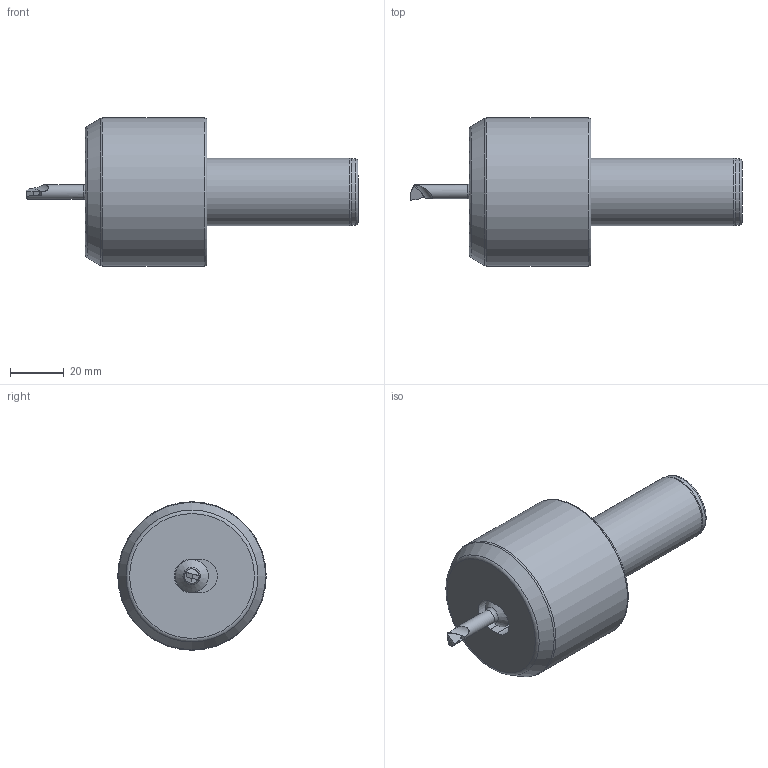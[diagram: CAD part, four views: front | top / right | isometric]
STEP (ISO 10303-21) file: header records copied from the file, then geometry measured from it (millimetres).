
FILE_DESCRIPTION(/* description */ (''),/* implementation_level */ '2;1');
FILE_NAME(/* name */ 'SET-06X30-ABHF-D06X30-WA25.stp',/* time_stamp */ '2023-10-18T09:47:16+03:00',/* author */ (''),/* organization */ (''),/* preprocessor_version */ 'ST-DEVELOPER v19.4',/* originating_system */ 'SIEMENS PLM Software NX2306.3001',/* authorisation */ '');
FILE_SCHEMA (('AP203_CONFIGURATION_CONTROLLED_3D_DESIGN_OF_MECHANICAL_PARTS_AND_ASSEMBLIES_MIM_LF { 1 0 10303 403 2 1 2}'));
Length unit declared in the file: millimetre
Products named in the file (1): SET-06X30-ABHF-D06X30-WA25
Bounding box: 123.03 x 55 x 55 mm (x, y, z)
Volume: 132425.1 mm3; surface area: 17171.4 mm2
Topology: 2 solids, 2 shells, 43 faces, 101 edges, 65 vertices
Faces by surface type: plane 20, cylinder 14, torus 5, cone 4
Full cylindrical faces by diameter (mm): 5.3 x1, 12.3 x1, 24.5 x1, 25 x1, 55 x1
Entity records: 1214 total; most frequent: DIRECTION 205, CARTESIAN_POINT 199, ORIENTED_EDGE 164, EDGE_CURVE 82, AXIS2_PLACEMENT_3D 80, EDGE_LOOP 60, VERTEX_POINT 60, LINE 45
